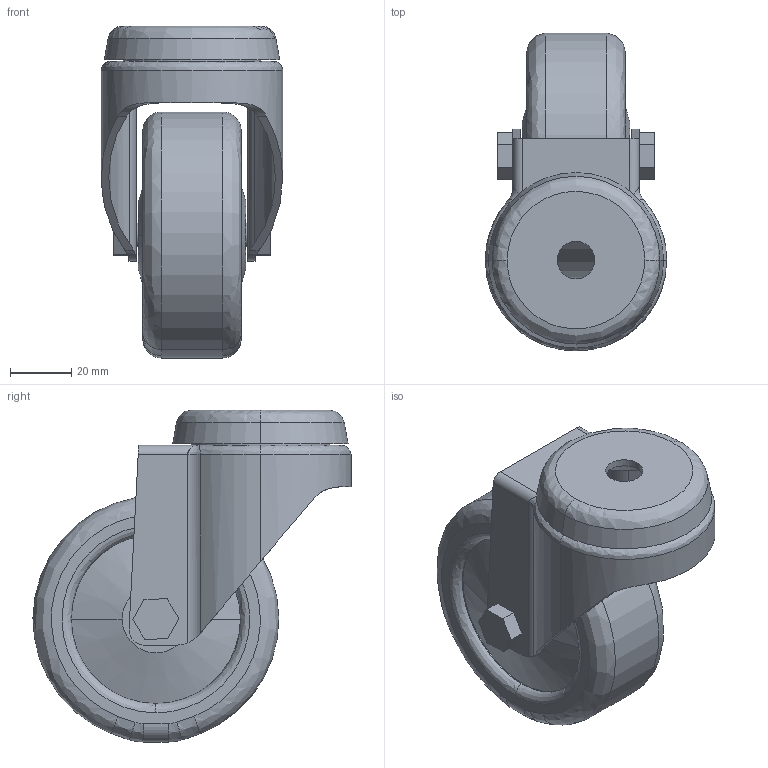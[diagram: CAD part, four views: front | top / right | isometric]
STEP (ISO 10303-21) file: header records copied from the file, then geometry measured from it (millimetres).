
FILE_DESCRIPTION (( 'STEP AP214' ), '1' );
FILE_NAME ('7420140', '2019-02-04T12:25:44', ( '' ), ('JUGARD+KÜNSTNER GmbH'), 'SwSTEP 2.0', 'SolidWorks 2017', '' );
FILE_SCHEMA (( 'AUTOMOTIVE_DESIGN' ));
Length unit declared in the file: millimetre
Products named in the file (1): 7420140_CNAJF00
Bounding box: 59 x 103.5 x 108 mm (x, y, z)
Volume: 184520.4 mm3; surface area: 43769.6 mm2
Topology: 1 solids, 1 shells, 114 faces, 282 edges, 176 vertices
Faces by surface type: cylinder 41, plane 35, bspline 30, cone 8
Entity records: 6260 total; most frequent: CARTESIAN_POINT 2484, ORIENTED_EDGE 556, DIRECTION 472, EDGE_CURVE 278, AXIS2_PLACEMENT_3D 181, VERTEX_POINT 176, EDGE_LOOP 128, UNCERTAINTY_MEASURE_WITH_UNIT 117
